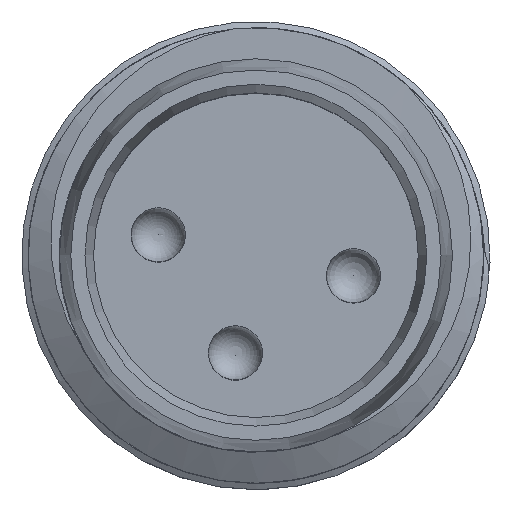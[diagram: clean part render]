
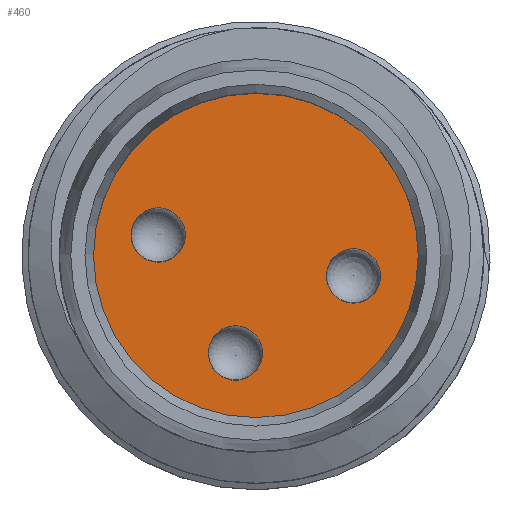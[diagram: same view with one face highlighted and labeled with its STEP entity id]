
A CAD part, top view. The second image highlights one B-rep face of the part: STEP entity #460.
In plain terms, the highlighted planar face has unit normal (0, 0, 1).
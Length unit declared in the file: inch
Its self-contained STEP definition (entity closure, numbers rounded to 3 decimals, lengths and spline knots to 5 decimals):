
#12 = EDGE_CURVE ( 'NONE', #783, #783, #2102, .T. ) ;
#16 = FACE_BOUND ( 'NONE', #710, .T. ) ;
#29 = CIRCLE ( 'NONE', #2224, 0.0187 ) ;
#33 = DIRECTION ( 'NONE',  ( -1., 0., 0. ) ) ;
#49 = CARTESIAN_POINT ( 'NONE',  ( 0.06743, -0.01414, 1.75197 ) ) ;
#133 = EDGE_CURVE ( 'NONE', #1908, #1908, #1959, .T. ) ;
#164 = VERTEX_POINT ( 'NONE', #1963 ) ;
#228 = CARTESIAN_POINT ( 'NONE',  ( -0.06743, 0.01414, 1.75197 ) ) ;
#291 = FACE_BOUND ( 'NONE', #642, .T. ) ;
#460 = ADVANCED_FACE ( 'NONE', ( #2389, #291, #16, #2129 ), #2636, .T. ) ;
#465 = CARTESIAN_POINT ( 'NONE',  ( 0., 0., 1.75197 ) ) ;
#558 = DIRECTION ( 'NONE',  ( 0., 0., -1. ) ) ;
#615 = CIRCLE ( 'NONE', #2903, 0.0187 ) ;
#642 = EDGE_LOOP ( 'NONE', ( #694 ) ) ;
#670 = DIRECTION ( 'NONE',  ( 0., -1., 0. ) ) ;
#694 = ORIENTED_EDGE ( 'NONE', *, *, #133, .T. ) ;
#710 = EDGE_LOOP ( 'NONE', ( #1531 ) ) ;
#728 = DIRECTION ( 'NONE',  ( 0., 0., 1. ) ) ;
#783 = VERTEX_POINT ( 'NONE', #2418 ) ;
#898 = DIRECTION ( 'NONE',  ( 0., 0., 1. ) ) ;
#927 = AXIS2_PLACEMENT_3D ( 'NONE', #465, #898, #670 ) ;
#952 = CARTESIAN_POINT ( 'NONE',  ( -0.21627, -0.07609, 1.75197 ) ) ;
#1195 = ORIENTED_EDGE ( 'NONE', *, *, #1700, .T. ) ;
#1516 = VERTEX_POINT ( 'NONE', #1778 ) ;
#1531 = ORIENTED_EDGE ( 'NONE', *, *, #2324, .T. ) ;
#1601 = ORIENTED_EDGE ( 'NONE', *, *, #12, .T. ) ;
#1700 = EDGE_CURVE ( 'NONE', #164, #164, #29, .T. ) ;
#1778 = CARTESIAN_POINT ( 'NONE',  ( 0.00456, -0.06743, 1.75197 ) ) ;
#1843 = DIRECTION ( 'NONE',  ( 1., 0., 0. ) ) ;
#1865 = AXIS2_PLACEMENT_3D ( 'NONE', #49, #558, #2178 ) ;
#1908 = VERTEX_POINT ( 'NONE', #2713 ) ;
#1951 = DIRECTION ( 'NONE',  ( 1., 0., 0. ) ) ;
#1959 = CIRCLE ( 'NONE', #1865, 0.0187 ) ;
#1963 = CARTESIAN_POINT ( 'NONE',  ( -0.04873, 0.01414, 1.75197 ) ) ;
#2051 = AXIS2_PLACEMENT_3D ( 'NONE', #952, #728, #33 ) ;
#2102 = CIRCLE ( 'NONE', #927, 0.1122 ) ;
#2107 = EDGE_LOOP ( 'NONE', ( #1601 ) ) ;
#2129 = FACE_BOUND ( 'NONE', #2700, .T. ) ;
#2178 = DIRECTION ( 'NONE',  ( 1., 0., 0. ) ) ;
#2224 = AXIS2_PLACEMENT_3D ( 'NONE', #228, #2991, #1843 ) ;
#2324 = EDGE_CURVE ( 'NONE', #1516, #1516, #615, .T. ) ;
#2389 = FACE_OUTER_BOUND ( 'NONE', #2107, .T. ) ;
#2418 = CARTESIAN_POINT ( 'NONE',  ( 0., -0.1122, 1.75197 ) ) ;
#2636 = PLANE ( 'NONE',  #2051 ) ;
#2649 = CARTESIAN_POINT ( 'NONE',  ( -0.01414, -0.06743, 1.75197 ) ) ;
#2700 = EDGE_LOOP ( 'NONE', ( #1195 ) ) ;
#2713 = CARTESIAN_POINT ( 'NONE',  ( 0.08613, -0.01414, 1.75197 ) ) ;
#2903 = AXIS2_PLACEMENT_3D ( 'NONE', #2649, #2925, #1951 ) ;
#2925 = DIRECTION ( 'NONE',  ( 0., 0., -1. ) ) ;
#2991 = DIRECTION ( 'NONE',  ( 0., 0., -1. ) ) ;
